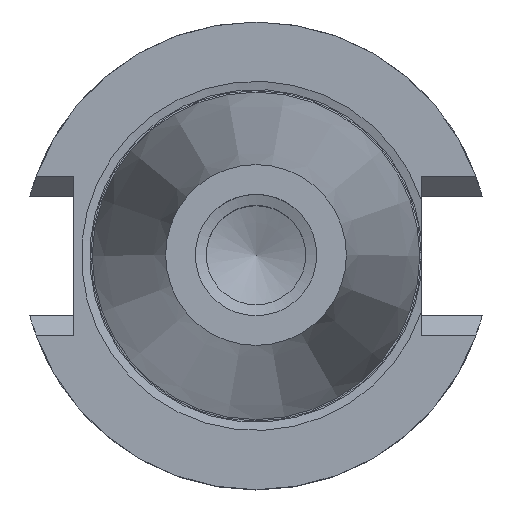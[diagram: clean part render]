
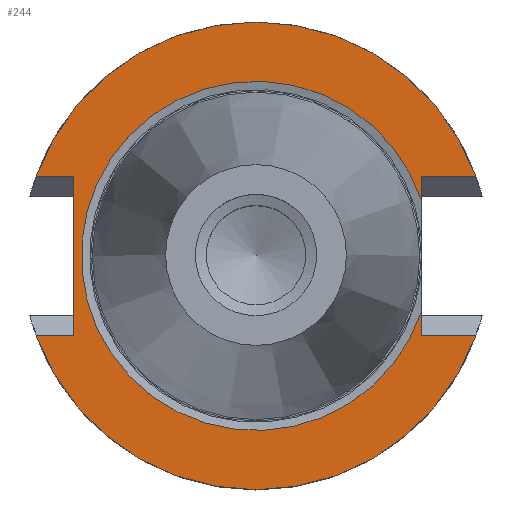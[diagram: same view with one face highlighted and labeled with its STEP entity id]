
A CAD part, top view. The second image highlights one B-rep face of the part: STEP entity #244.
In plain terms, the highlighted planar face has unit normal (0, 0, 1).
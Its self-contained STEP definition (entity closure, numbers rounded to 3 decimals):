
#69=LINE('',#1304,#117);
#72=LINE('',#1309,#120);
#74=LINE('',#1313,#122);
#75=LINE('',#1315,#123);
#85=LINE('',#1337,#133);
#86=LINE('',#1339,#134);
#87=LINE('',#1340,#135);
#117=VECTOR('',#1025,1.);
#120=VECTOR('',#1030,1.);
#122=VECTOR('',#1034,1.);
#123=VECTOR('',#1037,1.);
#133=VECTOR('',#1057,1.);
#134=VECTOR('',#1060,1.);
#135=VECTOR('',#1061,1.);
#163=FACE_OUTER_BOUND('',#341,.T.);
#185=PLANE('',#856);
#244=ADVANCED_FACE('',(#163),#185,.F.);
#341=EDGE_LOOP('',(#526,#527,#528,#529,#530,#531,#532,#533,#534,#535));
#526=ORIENTED_EDGE('',*,*,#718,.T.);
#527=ORIENTED_EDGE('',*,*,#719,.T.);
#528=ORIENTED_EDGE('',*,*,#640,.T.);
#529=ORIENTED_EDGE('',*,*,#720,.T.);
#530=ORIENTED_EDGE('',*,*,#707,.T.);
#531=ORIENTED_EDGE('',*,*,#648,.F.);
#532=ORIENTED_EDGE('',*,*,#706,.F.);
#533=ORIENTED_EDGE('',*,*,#704,.F.);
#534=ORIENTED_EDGE('',*,*,#701,.F.);
#535=ORIENTED_EDGE('',*,*,#698,.F.);
#569=VERTEX_POINT('',#1138);
#570=VERTEX_POINT('',#1139);
#575=VERTEX_POINT('',#1159);
#577=VERTEX_POINT('',#1162);
#613=VERTEX_POINT('',#1298);
#614=VERTEX_POINT('',#1300);
#615=VERTEX_POINT('',#1305);
#616=VERTEX_POINT('',#1310);
#617=VERTEX_POINT('',#1316);
#623=VERTEX_POINT('',#1336);
#640=EDGE_CURVE('',#569,#570,#739,.T.);
#648=EDGE_CURVE('',#575,#577,#742,.T.);
#698=EDGE_CURVE('',#613,#614,#757,.T.);
#701=EDGE_CURVE('',#614,#615,#69,.T.);
#704=EDGE_CURVE('',#615,#616,#72,.T.);
#706=EDGE_CURVE('',#616,#575,#74,.T.);
#707=EDGE_CURVE('',#617,#577,#75,.T.);
#718=EDGE_CURVE('',#613,#623,#85,.T.);
#719=EDGE_CURVE('',#623,#569,#86,.T.);
#720=EDGE_CURVE('',#570,#617,#87,.T.);
#739=CIRCLE('',#805,23.7);
#742=CIRCLE('',#811,31.75);
#757=CIRCLE('',#843,31.75);
#805=AXIS2_PLACEMENT_3D('',#1137,#915,#916);
#811=AXIS2_PLACEMENT_3D('',#1161,#929,#930);
#843=AXIS2_PLACEMENT_3D('',#1299,#1018,#1019);
#856=AXIS2_PLACEMENT_3D('',#1343,#1065,#1066);
#915=DIRECTION('',(0.,0.,-1.));
#916=DIRECTION('',(-1.,0.,0.));
#929=DIRECTION('',(0.,0.,-1.));
#930=DIRECTION('',(-1.,0.,0.));
#1018=DIRECTION('',(0.,0.,-1.));
#1019=DIRECTION('',(-1.,0.,0.));
#1025=DIRECTION('',(1.,0.,0.));
#1030=DIRECTION('',(0.,1.,0.));
#1034=DIRECTION('',(-1.,0.,0.));
#1037=DIRECTION('',(1.,0.,0.));
#1057=DIRECTION('',(-1.,0.,0.));
#1060=DIRECTION('',(0.,1.,0.));
#1061=DIRECTION('',(0.,1.,0.));
#1065=DIRECTION('',(0.,0.,-1.));
#1066=DIRECTION('',(-1.,0.,0.));
#1137=CARTESIAN_POINT('',(0.,0.,-1.));
#1138=CARTESIAN_POINT('',(22.42,-7.683,-1.));
#1139=CARTESIAN_POINT('',(22.42,7.683,-1.));
#1159=CARTESIAN_POINT('',(-29.859,10.795,-1.));
#1161=CARTESIAN_POINT('',(0.,0.,-1.));
#1162=CARTESIAN_POINT('',(29.859,10.795,-1.));
#1298=CARTESIAN_POINT('',(29.859,-10.795,-1.));
#1299=CARTESIAN_POINT('',(0.,0.,-1.));
#1300=CARTESIAN_POINT('',(-29.859,-10.795,-1.));
#1304=CARTESIAN_POINT('',(0.,-10.795,-1.));
#1305=CARTESIAN_POINT('',(-24.82,-10.795,-1.));
#1309=CARTESIAN_POINT('',(-24.82,21.925,-1.));
#1310=CARTESIAN_POINT('',(-24.82,10.795,-1.));
#1313=CARTESIAN_POINT('',(0.,10.795,-1.));
#1315=CARTESIAN_POINT('',(0.,10.795,-1.));
#1316=CARTESIAN_POINT('',(22.42,10.795,-1.));
#1336=CARTESIAN_POINT('',(22.42,-10.795,-1.));
#1337=CARTESIAN_POINT('',(0.,-10.795,-1.));
#1339=CARTESIAN_POINT('',(22.42,21.925,-1.));
#1340=CARTESIAN_POINT('',(22.42,21.925,-1.));
#1343=CARTESIAN_POINT('',(0.,21.925,-1.));
